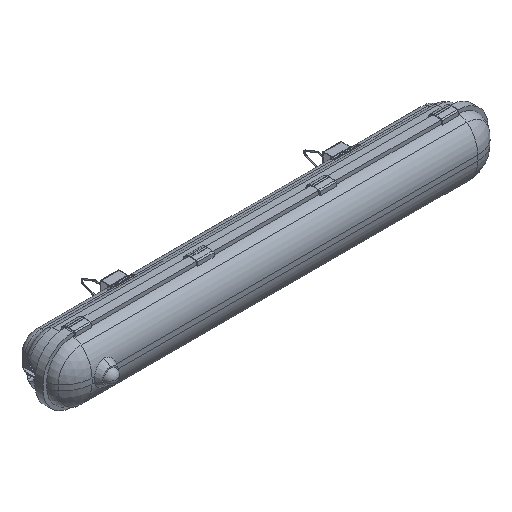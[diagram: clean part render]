
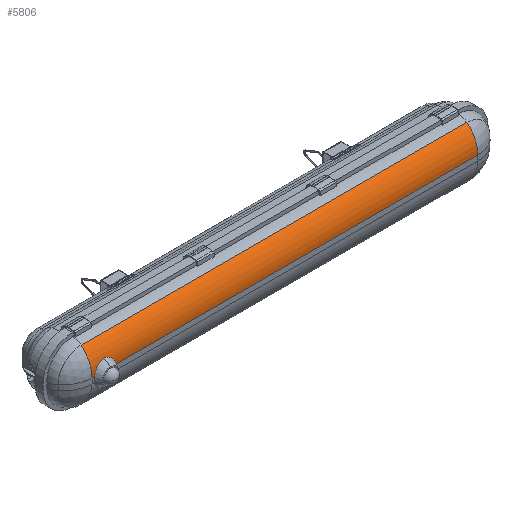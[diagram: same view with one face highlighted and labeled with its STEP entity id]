
A CAD part, isometric view. The second image highlights one B-rep face of the part: STEP entity #5806.
In plain terms, the highlighted cylindrical face has radius 40 mm (diameter 80 mm), a partial arc.
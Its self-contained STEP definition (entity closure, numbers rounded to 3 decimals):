
#106 = DIRECTION ( 'NONE',  ( 1., 0., 0. ) ) ;
#389 = VERTEX_POINT ( 'NONE', #6887 ) ;
#501 = EDGE_CURVE ( 'NONE', #6302, #5088, #4612, .T. ) ;
#804 = CARTESIAN_POINT ( 'NONE',  ( -248.653, -36.98, 14.423 ) ) ;
#1021 = CARTESIAN_POINT ( 'NONE',  ( -250.125, -37.233, 13.498 ) ) ;
#1069 = CARTESIAN_POINT ( 'NONE',  ( -256.382, -38.5, 4.348 ) ) ;
#1154 = CARTESIAN_POINT ( 'NONE',  ( -232.24, -37.566, 12.099 ) ) ;
#1207 = CARTESIAN_POINT ( 'NONE',  ( -238.532, -36.576, 15.757 ) ) ;
#1371 = CARTESIAN_POINT ( 'NONE',  ( -256.586, -38.5, 3.5 ) ) ;
#1706 = ORIENTED_EDGE ( 'NONE', *, *, #3578, .F. ) ;
#2170 = CARTESIAN_POINT ( 'NONE',  ( 260., -38.5, 3.5 ) ) ;
#2180 = CARTESIAN_POINT ( 'NONE',  ( -253.752, -38.005, 9.813 ) ) ;
#2252 = ORIENTED_EDGE ( 'NONE', *, *, #501, .F. ) ;
#2462 = CARTESIAN_POINT ( 'NONE',  ( -241.126, -36.44, 16.172 ) ) ;
#2482 = DIRECTION ( 'NONE',  ( 1., 0., 0. ) ) ;
#2538 = CARTESIAN_POINT ( 'NONE',  ( -260., 1.5, 3.5 ) ) ;
#2634 = CARTESIAN_POINT ( 'NONE',  ( -231.337, -37.762, 11.156 ) ) ;
#2661 = B_SPLINE_CURVE_WITH_KNOTS ( 'NONE', 3,
 ( #8306, #10896, #15990, #12190, #4524, #10730, #12027, #4407, #4577, #804, #9677, #1021, #7414, #7249, #3455, #2180, #9892, #9731, #9784, #9949, #1069, #7301 ),
 .UNSPECIFIED., .F., .F.,
 ( 4, 2, 2, 2, 2, 2, 2, 2, 2, 2, 4 ),
 ( 0.022, 0.025, 0.026, 0.028, 0.029, 0.03, 0.033, 0.035, 0.038, 0.041, 0.043 ),
 .UNSPECIFIED. ) ;
#3007 = CIRCLE ( 'NONE', #7855, 40. ) ;
#3038 = CARTESIAN_POINT ( 'NONE',  ( -260., -38.5, 3.5 ) ) ;
#3455 = CARTESIAN_POINT ( 'NONE',  ( -252.676, -37.765, 11.166 ) ) ;
#3578 = EDGE_CURVE ( 'NONE', #5088, #389, #9481, .T. ) ;
#3749 = CARTESIAN_POINT ( 'NONE',  ( -231.93, -37.632, 11.793 ) ) ;
#3912 = ORIENTED_EDGE ( 'NONE', *, *, #12759, .T. ) ;
#3986 = VERTEX_POINT ( 'NONE', #5768 ) ;
#4183 = FACE_OUTER_BOUND ( 'NONE', #11542, .T. ) ;
#4191 = B_SPLINE_CURVE_WITH_KNOTS ( 'NONE', 3,
 ( #12758, #5154, #13858, #10252, #16395, #16342, #11308, #8766, #5048, #15280, #2634, #3749, #1154, #6312, #16447, #11473, #12534, #11529, #8807, #10188, #1207, #10082, #14022, #2462, #15223, #8869 ),
 .UNSPECIFIED., .F., .F.,
 ( 4, 2, 2, 2, 2, 2, 2, 2, 2, 2, 2, 2, 4 ),
 ( 0.001, 0.004, 0.005, 0.007, 0.009, 0.011, 0.012, 0.015, 0.016, 0.017, 0.02, 0.021, 0.022 ),
 .UNSPECIFIED. ) ;
#4217 = CARTESIAN_POINT ( 'NONE',  ( -260., -38.5, 3.5 ) ) ;
#4407 = CARTESIAN_POINT ( 'NONE',  ( -247.492, -36.809, 15.009 ) ) ;
#4524 = CARTESIAN_POINT ( 'NONE',  ( -245.45, -36.582, 15.74 ) ) ;
#4577 = CARTESIAN_POINT ( 'NONE',  ( -247.884, -36.864, 14.826 ) ) ;
#4612 = CIRCLE ( 'NONE', #7461, 40. ) ;
#5048 = CARTESIAN_POINT ( 'NONE',  ( -230.25, -38.004, 9.815 ) ) ;
#5088 = VERTEX_POINT ( 'NONE', #6739 ) ;
#5152 = EDGE_CURVE ( 'NONE', #15908, #8146, #2661, .T. ) ;
#5154 = CARTESIAN_POINT ( 'NONE',  ( -227.618, -38.5, 4.349 ) ) ;
#5266 = ORIENTED_EDGE ( 'NONE', *, *, #5152, .F. ) ;
#5585 = CYLINDRICAL_SURFACE ( 'NONE', #6367, 40. ) ;
#5768 = CARTESIAN_POINT ( 'NONE',  ( -227.414, -38.5, 3.5 ) ) ;
#5806 = ADVANCED_FACE ( 'NONE', ( #4183 ), #5585, .T. ) ;
#6135 = DIRECTION ( 'NONE',  ( 0., 0., 1. ) ) ;
#6302 = VERTEX_POINT ( 'NONE', #4217 ) ;
#6312 = CARTESIAN_POINT ( 'NONE',  ( -233.195, -37.367, 12.972 ) ) ;
#6367 = AXIS2_PLACEMENT_3D ( 'NONE', #2538, #106, #8989 ) ;
#6621 = ORIENTED_EDGE ( 'NONE', *, *, #15309, .T. ) ;
#6739 = CARTESIAN_POINT ( 'NONE',  ( -260., -23.839, 34.45 ) ) ;
#6887 = CARTESIAN_POINT ( 'NONE',  ( 260., -23.839, 34.45 ) ) ;
#7114 = CARTESIAN_POINT ( 'NONE',  ( -242., -36.432, 16.194 ) ) ;
#7249 = CARTESIAN_POINT ( 'NONE',  ( -252.08, -37.632, 11.807 ) ) ;
#7301 = CARTESIAN_POINT ( 'NONE',  ( -256.586, -38.5, 3.5 ) ) ;
#7414 = CARTESIAN_POINT ( 'NONE',  ( -250.806, -37.367, 12.971 ) ) ;
#7461 = AXIS2_PLACEMENT_3D ( 'NONE', #8556, #11030, #16177 ) ;
#7750 = VECTOR ( 'NONE', #12002, 1000. ) ;
#7855 = AXIS2_PLACEMENT_3D ( 'NONE', #8641, #9905, #6135 ) ;
#8146 = VERTEX_POINT ( 'NONE', #1371 ) ;
#8306 = CARTESIAN_POINT ( 'NONE',  ( -242., -36.432, 16.194 ) ) ;
#8556 = CARTESIAN_POINT ( 'NONE',  ( -260., 1.5, 3.5 ) ) ;
#8641 = CARTESIAN_POINT ( 'NONE',  ( 260., 1.5, 3.5 ) ) ;
#8766 = CARTESIAN_POINT ( 'NONE',  ( -229.767, -38.113, 9.102 ) ) ;
#8807 = CARTESIAN_POINT ( 'NONE',  ( -236.493, -36.811, 15.002 ) ) ;
#8869 = CARTESIAN_POINT ( 'NONE',  ( -242., -36.432, 16.194 ) ) ;
#8916 = VECTOR ( 'NONE', #8928, 1000. ) ;
#8928 = DIRECTION ( 'NONE',  ( 1., 0., 0. ) ) ;
#8989 = DIRECTION ( 'NONE',  ( 0., 0., -1. ) ) ;
#9481 = LINE ( 'NONE', #15138, #15206 ) ;
#9677 = CARTESIAN_POINT ( 'NONE',  ( -249.031, -37.042, 14.202 ) ) ;
#9731 = CARTESIAN_POINT ( 'NONE',  ( -255.1, -38.297, 7.595 ) ) ;
#9784 = CARTESIAN_POINT ( 'NONE',  ( -255.481, -38.372, 6.799 ) ) ;
#9892 = CARTESIAN_POINT ( 'NONE',  ( -254.236, -38.114, 9.098 ) ) ;
#9894 = LINE ( 'NONE', #12648, #8916 ) ;
#9905 = DIRECTION ( 'NONE',  ( -1., 0., 0. ) ) ;
#9949 = CARTESIAN_POINT ( 'NONE',  ( -256.122, -38.473, 5.178 ) ) ;
#10055 = ORIENTED_EDGE ( 'NONE', *, *, #13824, .F. ) ;
#10082 = CARTESIAN_POINT ( 'NONE',  ( -239.814, -36.491, 16.017 ) ) ;
#10188 = CARTESIAN_POINT ( 'NONE',  ( -237.703, -36.658, 15.502 ) ) ;
#10252 = CARTESIAN_POINT ( 'NONE',  ( -228.361, -38.397, 6.399 ) ) ;
#10529 = LINE ( 'NONE', #3038, #7750 ) ;
#10730 = CARTESIAN_POINT ( 'NONE',  ( -246.283, -36.662, 15.485 ) ) ;
#10896 = CARTESIAN_POINT ( 'NONE',  ( -242.871, -36.432, 16.194 ) ) ;
#11030 = DIRECTION ( 'NONE',  ( -1., 0., 0. ) ) ;
#11308 = CARTESIAN_POINT ( 'NONE',  ( -229.119, -38.251, 7.976 ) ) ;
#11473 = CARTESIAN_POINT ( 'NONE',  ( -234.956, -37.045, 14.194 ) ) ;
#11529 = CARTESIAN_POINT ( 'NONE',  ( -236.095, -36.867, 14.815 ) ) ;
#11542 = EDGE_LOOP ( 'NONE', ( #10055, #3912, #6621, #1706, #2252, #15750, #5266 ) ) ;
#12002 = DIRECTION ( 'NONE',  ( 1., 0., 0. ) ) ;
#12027 = CARTESIAN_POINT ( 'NONE',  ( -246.692, -36.708, 15.339 ) ) ;
#12190 = CARTESIAN_POINT ( 'NONE',  ( -245.023, -36.546, 15.848 ) ) ;
#12534 = CARTESIAN_POINT ( 'NONE',  ( -235.328, -36.983, 14.412 ) ) ;
#12648 = CARTESIAN_POINT ( 'NONE',  ( -260., -38.5, 3.5 ) ) ;
#12758 = CARTESIAN_POINT ( 'NONE',  ( -227.414, -38.5, 3.5 ) ) ;
#12759 = EDGE_CURVE ( 'NONE', #3986, #15843, #10529, .T. ) ;
#13775 = EDGE_CURVE ( 'NONE', #6302, #8146, #9894, .T. ) ;
#13824 = EDGE_CURVE ( 'NONE', #3986, #15908, #4191, .T. ) ;
#13858 = CARTESIAN_POINT ( 'NONE',  ( -227.879, -38.473, 5.18 ) ) ;
#14022 = CARTESIAN_POINT ( 'NONE',  ( -240.248, -36.469, 16.083 ) ) ;
#15138 = CARTESIAN_POINT ( 'NONE',  ( -260., -23.839, 34.45 ) ) ;
#15206 = VECTOR ( 'NONE', #2482, 1000. ) ;
#15223 = CARTESIAN_POINT ( 'NONE',  ( -241.564, -36.432, 16.194 ) ) ;
#15280 = CARTESIAN_POINT ( 'NONE',  ( -231.055, -37.824, 10.828 ) ) ;
#15309 = EDGE_CURVE ( 'NONE', #15843, #389, #3007, .T. ) ;
#15750 = ORIENTED_EDGE ( 'NONE', *, *, #13775, .T. ) ;
#15843 = VERTEX_POINT ( 'NONE', #2170 ) ;
#15908 = VERTEX_POINT ( 'NONE', #7114 ) ;
#15990 = CARTESIAN_POINT ( 'NONE',  ( -243.735, -36.462, 16.107 ) ) ;
#16177 = DIRECTION ( 'NONE',  ( 0., 0., 1. ) ) ;
#16342 = CARTESIAN_POINT ( 'NONE',  ( -228.916, -38.292, 7.591 ) ) ;
#16395 = CARTESIAN_POINT ( 'NONE',  ( -228.537, -38.365, 6.802 ) ) ;
#16447 = CARTESIAN_POINT ( 'NONE',  ( -233.873, -37.234, 13.496 ) ) ;
